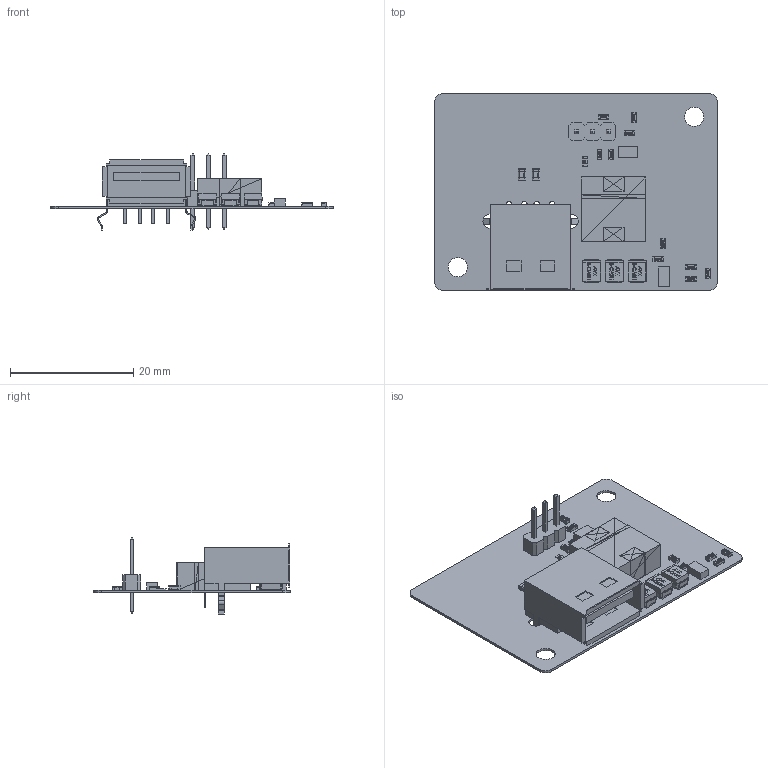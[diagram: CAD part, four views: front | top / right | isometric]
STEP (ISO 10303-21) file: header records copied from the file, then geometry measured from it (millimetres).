
FILE_DESCRIPTION(('Open CASCADE Model'),'2;1');
FILE_NAME('Open CASCADE Shape Model','2019-03-22T11:13:28',('Author'),( 'Open CASCADE'),'Open CASCADE STEP processor 6.8','Open CASCADE 6.8' ,'Unknown');
FILE_SCHEMA(('AUTOMOTIVE_DESIGN { 1 0 10303 214 1 1 1 1 }'));
Length unit declared in the file: millimetre
Products named in the file (36): PCB; Board; C1; User_Library-0805_SMD_Capacitor; C2; C3; User_Library-0603_SMD_Capacitor; C4; User_Library-AVX_BCASE; P1; User_Library-PinHeaderX3; User_Library-PinHeaderX3_PinHeader_Body_1; User_Library-PinHeaderX3_PinHeader_Pins_1; Q2; 1189829304; Extruded; R1; User_Library-RES_1609-0603; R2; R3; R4; R5; C5; C6; L1; WE-PDF-1045; Q3; 1189829168; R6; R7; R8; R9; U2; USB-A-Receptacle; R10
Assembly tree (47 placements, depth 4):
  PCB
    Board
    C1
      User_Library-0805_SMD_Capacitor
    C2
      User_Library-0805_SMD_Capacitor
    C3
      User_Library-0603_SMD_Capacitor
    C4
      User_Library-AVX_BCASE
    P1
      User_Library-PinHeaderX3
        User_Library-PinHeaderX3_PinHeader_Body_1
        User_Library-PinHeaderX3_PinHeader_Pins_1
    Q2
      1189829304
        Extruded
    R1
      User_Library-RES_1609-0603
    R2
      User_Library-RES_1609-0603
    R3
      User_Library-RES_1609-0603
    R4
      User_Library-RES_1609-0603
    R5
      User_Library-RES_1609-0603
    C5
      User_Library-AVX_BCASE
    C6
      User_Library-AVX_BCASE
    L1
      WE-PDF-1045
    Q3
      1189829168
        Extruded
    R6
      User_Library-RES_1609-0603
    R7
      User_Library-RES_1609-0603
    R8
      User_Library-RES_1609-0603
    R9
      User_Library-RES_1609-0603
    U2
      USB-A-Receptacle
    R10
      User_Library-RES_1609-0603
Bounding box: 45.85 x 31.88 x 12.36 mm (x, y, z)
Volume: 1536.6 mm3; surface area: 5565.1 mm2
Topology: 53 solids, 153 shells, 2128 faces, 5451 edges, 3628 vertices
Faces by surface type: plane 1303, bspline 618, cylinder 171, sphere 36
Full cylindrical faces by diameter (mm): 0.965 x4, 1.02 x3, 2.3 x2, 3.1 x2
Entity records: 39259 total; most frequent: CARTESIAN_POINT 15952, ORIENTED_EDGE 3752, DIRECTION 3242, EDGE_CURVE 2026, LINE 1558, VECTOR 1558, VERTEX_POINT 1402, FACE_BOUND 846
